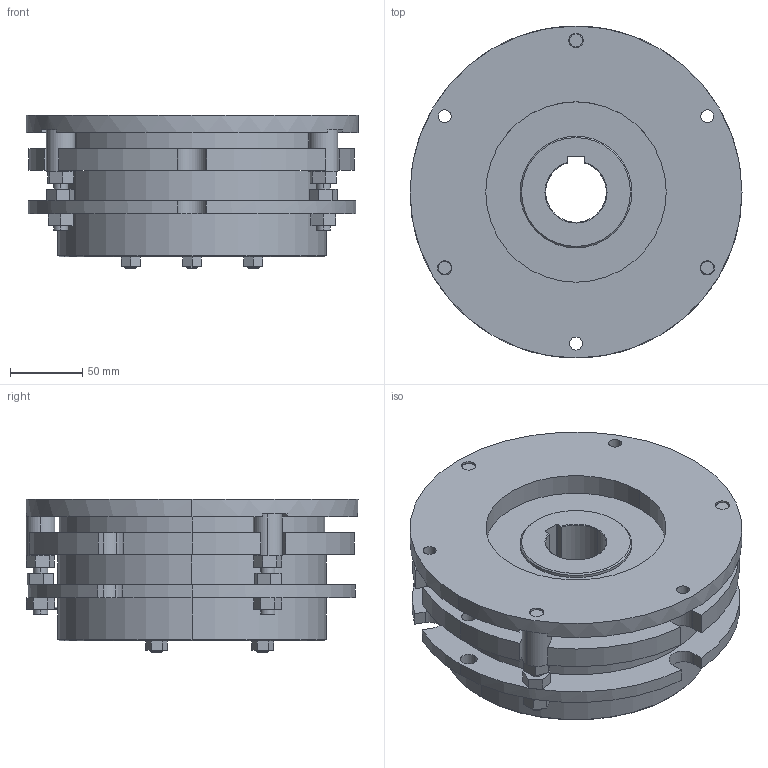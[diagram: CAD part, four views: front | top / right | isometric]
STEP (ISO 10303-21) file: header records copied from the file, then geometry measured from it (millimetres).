
FILE_DESCRIPTION (( 'STEP AP203' ), '1' );
FILE_NAME ('MNB 20K-N_23781600.STEP', '2016-06-01T02:00:01', ( ' ' ), ( '' ), 'SwSTEP 2.0', 'SolidWorks 2009', '' );
FILE_SCHEMA (( 'CONFIG_CONTROL_DESIGN' ));
Length unit declared in the file: millimetre
Products named in the file (1): MNB 20K-N_23781600
Bounding box: 230 x 230 x 106 mm (x, y, z)
Volume: 2705958.1 mm3; surface area: 309104.5 mm2
Topology: 1 solids, 4 shells, 311 faces, 770 edges, 493 vertices
Faces by surface type: plane 158, cylinder 115, cone 34, torus 4
Entity records: 9579 total; most frequent: CARTESIAN_POINT 1846, DIRECTION 1666, ORIENTED_EDGE 1532, EDGE_CURVE 766, AXIS2_PLACEMENT_3D 603, VERTEX_POINT 493, VECTOR 460, LINE 460
